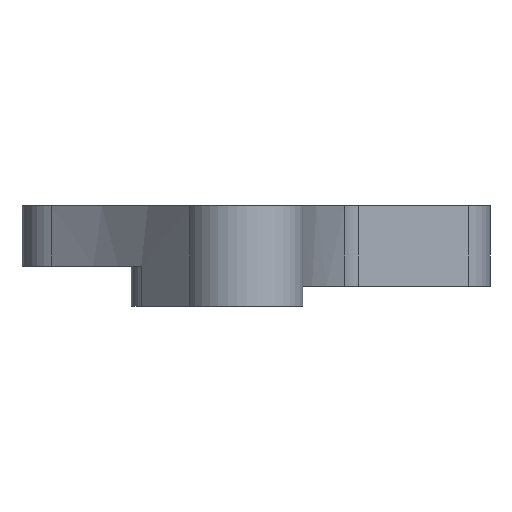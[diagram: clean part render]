
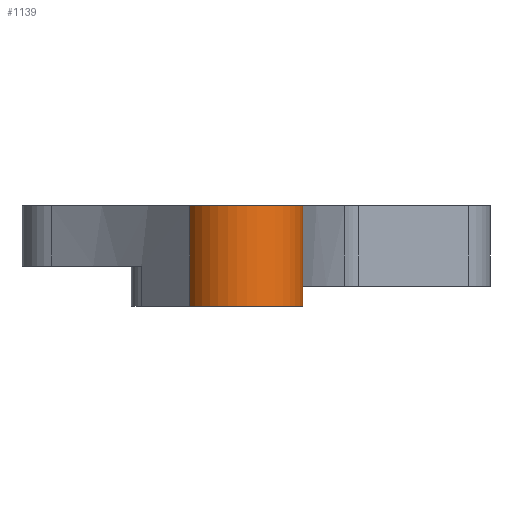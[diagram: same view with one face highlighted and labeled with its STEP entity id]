
A CAD part, front view. The second image highlights one B-rep face of the part: STEP entity #1139.
In plain terms, the highlighted cylindrical face has radius 9 mm (diameter 18 mm), a partial arc.
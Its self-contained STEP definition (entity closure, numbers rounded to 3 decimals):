
#27 = DIRECTION ( 'NONE',  ( 1., 0., 0. ) ) ;
#40 = VERTEX_POINT ( 'NONE', #149 ) ;
#82 = EDGE_CURVE ( 'NONE', #40, #1252, #1279, .T. ) ;
#138 = CIRCLE ( 'NONE', #963, 9. ) ;
#143 = EDGE_LOOP ( 'NONE', ( #516, #1158, #486, #236 ) ) ;
#149 = CARTESIAN_POINT ( 'NONE',  ( -62.934, 24.75, 0. ) ) ;
#162 = DIRECTION ( 'NONE',  ( 1., 0., 0. ) ) ;
#236 = ORIENTED_EDGE ( 'NONE', *, *, #929, .F. ) ;
#255 = CYLINDRICAL_SURFACE ( 'NONE', #952, 9. ) ;
#258 = CARTESIAN_POINT ( 'NONE',  ( -46., 29., 15. ) ) ;
#318 = VERTEX_POINT ( 'NONE', #258 ) ;
#346 = DIRECTION ( 'NONE',  ( 0., 0., 1. ) ) ;
#356 = EDGE_CURVE ( 'NONE', #1252, #318, #856, .T. ) ;
#363 = LINE ( 'NONE', #1090, #586 ) ;
#413 = VECTOR ( 'NONE', #346, 1000. ) ;
#424 = CARTESIAN_POINT ( 'NONE',  ( -55., 29., 15. ) ) ;
#431 = DIRECTION ( 'NONE',  ( 1., 0., 0. ) ) ;
#443 = DIRECTION ( 'NONE',  ( 0., 0., 1. ) ) ;
#486 = ORIENTED_EDGE ( 'NONE', *, *, #744, .F. ) ;
#516 = ORIENTED_EDGE ( 'NONE', *, *, #82, .T. ) ;
#517 = CARTESIAN_POINT ( 'NONE',  ( -62.934, 24.75, 15. ) ) ;
#547 = CARTESIAN_POINT ( 'NONE',  ( -46., 29., 0. ) ) ;
#586 = VECTOR ( 'NONE', #992, 1000. ) ;
#656 = CARTESIAN_POINT ( 'NONE',  ( -55., 29., 0. ) ) ;
#660 = CARTESIAN_POINT ( 'NONE',  ( -46., 29., 0. ) ) ;
#668 = CARTESIAN_POINT ( 'NONE',  ( -55., 29., 0. ) ) ;
#744 = EDGE_CURVE ( 'NONE', #811, #318, #138, .T. ) ;
#811 = VERTEX_POINT ( 'NONE', #517 ) ;
#831 = AXIS2_PLACEMENT_3D ( 'NONE', #656, #1264, #162 ) ;
#856 = LINE ( 'NONE', #547, #413 ) ;
#929 = EDGE_CURVE ( 'NONE', #40, #811, #363, .T. ) ;
#952 = AXIS2_PLACEMENT_3D ( 'NONE', #668, #1274, #27 ) ;
#963 = AXIS2_PLACEMENT_3D ( 'NONE', #424, #443, #431 ) ;
#992 = DIRECTION ( 'NONE',  ( 0., 0., 1. ) ) ;
#1090 = CARTESIAN_POINT ( 'NONE',  ( -62.934, 24.75, 0. ) ) ;
#1139 = ADVANCED_FACE ( 'NONE', ( #1255 ), #255, .T. ) ;
#1158 = ORIENTED_EDGE ( 'NONE', *, *, #356, .T. ) ;
#1252 = VERTEX_POINT ( 'NONE', #660 ) ;
#1255 = FACE_OUTER_BOUND ( 'NONE', #143, .T. ) ;
#1264 = DIRECTION ( 'NONE',  ( 0., 0., 1. ) ) ;
#1274 = DIRECTION ( 'NONE',  ( 0., 0., 1. ) ) ;
#1279 = CIRCLE ( 'NONE', #831, 9. ) ;
